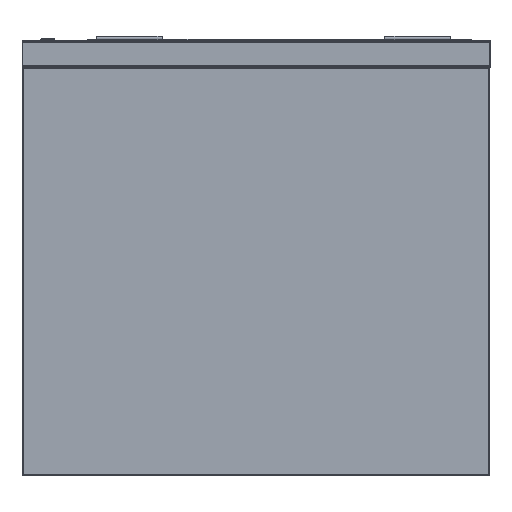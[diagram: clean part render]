
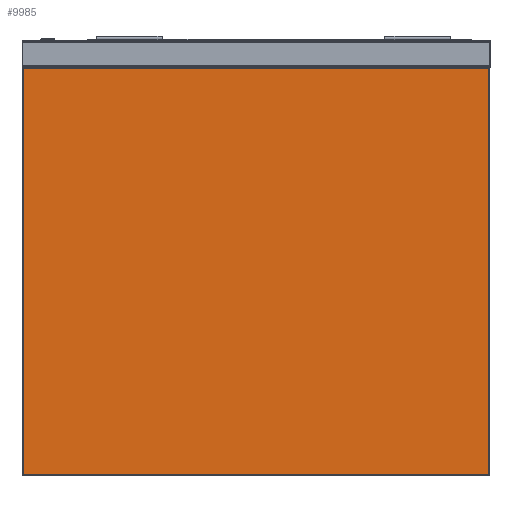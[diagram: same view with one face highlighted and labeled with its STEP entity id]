
A CAD part, left-side view. The second image highlights one B-rep face of the part: STEP entity #9985.
In plain terms, the highlighted planar face has unit normal (-1, 0, 0).
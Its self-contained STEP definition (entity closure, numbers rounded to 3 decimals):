
#89 = VECTOR ( 'NONE', #12922, 1000. ) ;
#2136 = VECTOR ( 'NONE', #24536, 1000. ) ;
#3728 = CARTESIAN_POINT ( 'NONE',  ( -660., -355., -660. ) ) ;
#4087 = CARTESIAN_POINT ( 'NONE',  ( -660., 353., -658. ) ) ;
#6086 = CARTESIAN_POINT ( 'NONE',  ( -660., 355., -42. ) ) ;
#6869 = EDGE_CURVE ( 'NONE', #21641, #19059, #32456, .T. ) ;
#7734 = DIRECTION ( 'NONE',  ( 0., 0., -1. ) ) ;
#8556 = FACE_OUTER_BOUND ( 'NONE', #17096, .T. ) ;
#8859 = ORIENTED_EDGE ( 'NONE', *, *, #6869, .T. ) ;
#9268 = DIRECTION ( 'NONE',  ( 0., 0., 1. ) ) ;
#9985 = ADVANCED_FACE ( 'Fl�che7', ( #8556 ), #20153, .T. ) ;
#10319 = CARTESIAN_POINT ( 'NONE',  ( -660., 353., -660. ) ) ;
#10500 = LINE ( 'NONE', #10319, #26845 ) ;
#12922 = DIRECTION ( 'NONE',  ( 0., -1., 0. ) ) ;
#13279 = LINE ( 'NONE', #16215, #2136 ) ;
#15228 = ORIENTED_EDGE ( 'NONE', *, *, #20678, .T. ) ;
#16215 = CARTESIAN_POINT ( 'NONE',  ( -660., -353., -660. ) ) ;
#16894 = VERTEX_POINT ( 'NONE', #29562 ) ;
#16989 = DIRECTION ( 'NONE',  ( 0., 1., 0. ) ) ;
#17096 = EDGE_LOOP ( 'NONE', ( #33721, #15228, #26317, #8859 ) ) ;
#19059 = VERTEX_POINT ( 'NONE', #31935 ) ;
#19921 = LINE ( 'NONE', #6086, #28683 ) ;
#20153 = PLANE ( 'NONE',  #36161 ) ;
#20678 = EDGE_CURVE ( 'NONE', #35942, #16894, #19921, .T. ) ;
#20845 = CARTESIAN_POINT ( 'NONE',  ( -660., -353., -42. ) ) ;
#21641 = VERTEX_POINT ( 'NONE', #4087 ) ;
#23313 = DIRECTION ( 'NONE',  ( -1., 0., 0. ) ) ;
#24536 = DIRECTION ( 'NONE',  ( 0., 0., 1. ) ) ;
#26317 = ORIENTED_EDGE ( 'NONE', *, *, #32734, .T. ) ;
#26845 = VECTOR ( 'NONE', #7734, 1000. ) ;
#28683 = VECTOR ( 'NONE', #16989, 1000. ) ;
#29323 = CARTESIAN_POINT ( 'NONE',  ( -660., -355., -658. ) ) ;
#29562 = CARTESIAN_POINT ( 'NONE',  ( -660., 353., -42. ) ) ;
#31935 = CARTESIAN_POINT ( 'NONE',  ( -660., -353., -658. ) ) ;
#32456 = LINE ( 'NONE', #29323, #89 ) ;
#32734 = EDGE_CURVE ( 'NONE', #16894, #21641, #10500, .T. ) ;
#32774 = EDGE_CURVE ( 'NONE', #19059, #35942, #13279, .T. ) ;
#33721 = ORIENTED_EDGE ( 'NONE', *, *, #32774, .T. ) ;
#35942 = VERTEX_POINT ( 'NONE', #20845 ) ;
#36161 = AXIS2_PLACEMENT_3D ( 'NONE', #3728, #23313, #9268 ) ;
